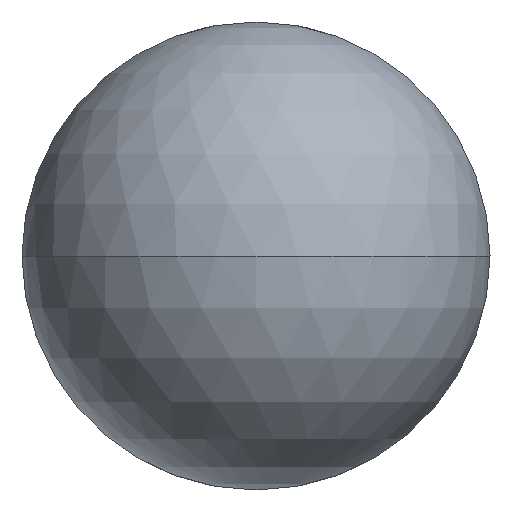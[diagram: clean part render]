
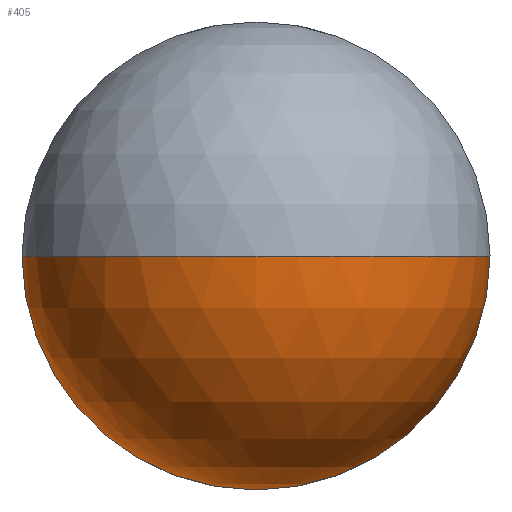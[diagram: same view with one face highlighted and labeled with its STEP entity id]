
A CAD part, front view. The second image highlights one B-rep face of the part: STEP entity #405.
In plain terms, the highlighted spherical face has radius 2.381 mm.
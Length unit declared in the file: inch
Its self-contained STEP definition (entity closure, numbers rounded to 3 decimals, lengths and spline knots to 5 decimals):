
#10 = CIRCLE ( 'NONE', #44, 0.09375 ) ;
#17 = ORIENTED_EDGE ( 'NONE', *, *, #420, .T. ) ;
#33 = ORIENTED_EDGE ( 'NONE', *, *, #116, .T. ) ;
#42 = DIRECTION ( 'NONE',  ( 0., 0., -1. ) ) ;
#44 = AXIS2_PLACEMENT_3D ( 'NONE', #322, #440, #70 ) ;
#62 = DIRECTION ( 'NONE',  ( 0., 0., 1. ) ) ;
#70 = DIRECTION ( 'NONE',  ( -1., 0., 0. ) ) ;
#85 = CARTESIAN_POINT ( 'NONE',  ( 0., 0.09375, -0.09375 ) ) ;
#89 = VERTEX_POINT ( 'NONE', #199 ) ;
#100 = AXIS2_PLACEMENT_3D ( 'NONE', #148, #62, #513 ) ;
#113 = SPHERICAL_SURFACE ( 'NONE', #244, 0.09375 ) ;
#114 = CARTESIAN_POINT ( 'NONE',  ( -0.09375, 0.09375, 0. ) ) ;
#115 = AXIS2_PLACEMENT_3D ( 'NONE', #194, #403, #522 ) ;
#116 = EDGE_CURVE ( 'NONE', #511, #215, #425, .T. ) ;
#148 = CARTESIAN_POINT ( 'NONE',  ( 0., 0.09375, 0. ) ) ;
#194 = CARTESIAN_POINT ( 'NONE',  ( 0., 0.09375, 0. ) ) ;
#199 = CARTESIAN_POINT ( 'NONE',  ( 0., 0., 0. ) ) ;
#215 = VERTEX_POINT ( 'NONE', #506 ) ;
#237 = CIRCLE ( 'NONE', #115, 0.09375 ) ;
#244 = AXIS2_PLACEMENT_3D ( 'NONE', #404, #42, #326 ) ;
#271 = EDGE_CURVE ( 'NONE', #411, #89, #358, .T. ) ;
#288 = CARTESIAN_POINT ( 'NONE',  ( 0., 0.09375, 0. ) ) ;
#293 = ORIENTED_EDGE ( 'NONE', *, *, #442, .T. ) ;
#322 = CARTESIAN_POINT ( 'NONE',  ( 0., 0.09375, 0. ) ) ;
#326 = DIRECTION ( 'NONE',  ( -1., 0., 0. ) ) ;
#358 = CIRCLE ( 'NONE', #100, 0.09375 ) ;
#403 = DIRECTION ( 'NONE',  ( 0., -1., 0. ) ) ;
#404 = CARTESIAN_POINT ( 'NONE',  ( 0., 0.09375, 0. ) ) ;
#405 = ADVANCED_FACE ( 'NONE', ( #483 ), #113, .T. ) ;
#411 = VERTEX_POINT ( 'NONE', #114 ) ;
#414 = EDGE_LOOP ( 'NONE', ( #293, #33, #17, #455 ) ) ;
#415 = DIRECTION ( 'NONE',  ( 0., 0., -1. ) ) ;
#420 = EDGE_CURVE ( 'NONE', #215, #89, #10, .T. ) ;
#425 = CIRCLE ( 'NONE', #480, 0.09375 ) ;
#440 = DIRECTION ( 'NONE',  ( 0., 0., -1. ) ) ;
#442 = EDGE_CURVE ( 'NONE', #411, #511, #237, .T. ) ;
#455 = ORIENTED_EDGE ( 'NONE', *, *, #271, .F. ) ;
#480 = AXIS2_PLACEMENT_3D ( 'NONE', #288, #493, #415 ) ;
#483 = FACE_OUTER_BOUND ( 'NONE', #414, .T. ) ;
#493 = DIRECTION ( 'NONE',  ( 0., -1., 0. ) ) ;
#506 = CARTESIAN_POINT ( 'NONE',  ( 0.09375, 0.09375, 0. ) ) ;
#511 = VERTEX_POINT ( 'NONE', #85 ) ;
#513 = DIRECTION ( 'NONE',  ( 1., 0., 0. ) ) ;
#522 = DIRECTION ( 'NONE',  ( 0., 0., -1. ) ) ;
